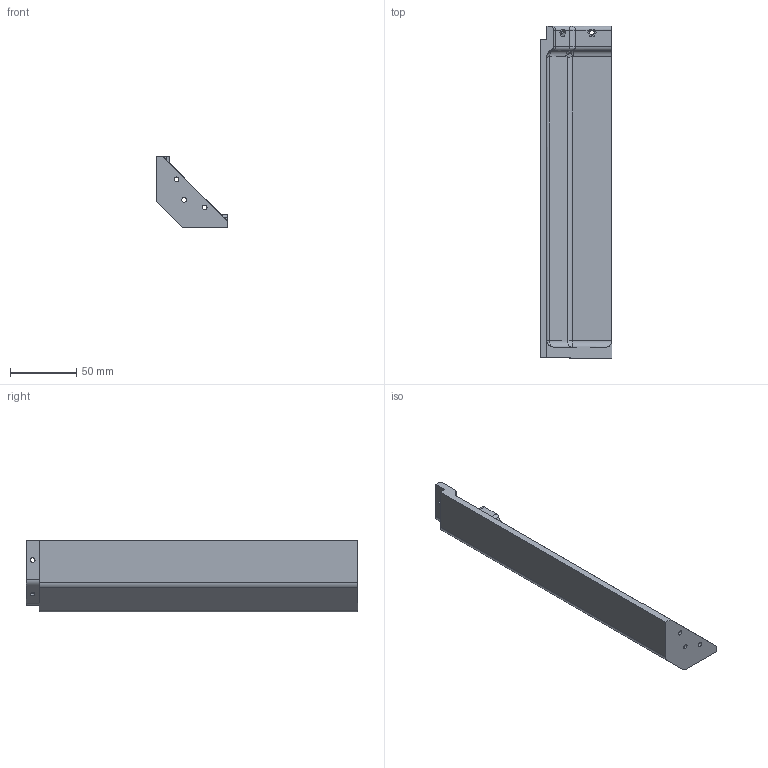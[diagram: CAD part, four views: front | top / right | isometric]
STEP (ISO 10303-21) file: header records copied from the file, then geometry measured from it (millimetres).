
FILE_DESCRIPTION(('FreeCAD Model'),'2;1');
FILE_NAME('front-Pillar.step','2020-08-14T09:46:53',('Author'),(''), 'Open CASCADE STEP processor 7.3','FreeCAD','Unknown');
FILE_SCHEMA(('AUTOMOTIVE_DESIGN { 1 0 10303 214 1 1 1 1 }'));
Length unit declared in the file: millimetre
Products named in the file (1): b?2
Bounding box: 54.14 x 250 x 54.14 mm (x, y, z)
Volume: 127066.5 mm3; surface area: 51997.1 mm2
Topology: 1 solids, 1 shells, 109 faces, 290 edges, 180 vertices
Faces by surface type: plane 61, cylinder 32, bspline 14, revolution 2
Entity records: 9491 total; most frequent: CARTESIAN_POINT 4010, DIRECTION 952, LINE 630, VECTOR 630, ORIENTED_EDGE 568, PCURVE 568, DEFINITIONAL_REPRESENTATION 568, EDGE_CURVE 284
